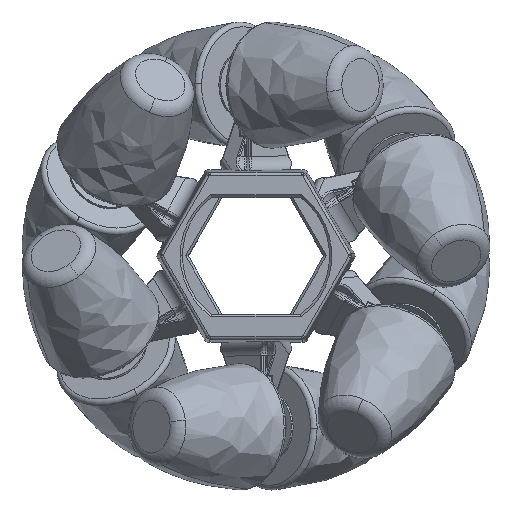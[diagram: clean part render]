
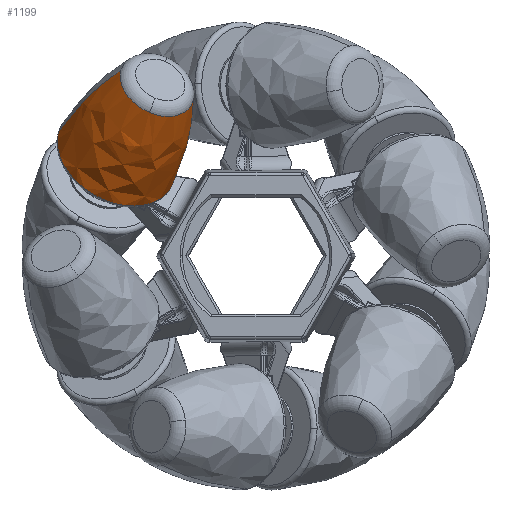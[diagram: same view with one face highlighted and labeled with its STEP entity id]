
A CAD part, top view. The second image highlights one B-rep face of the part: STEP entity #1199.
In plain terms, the highlighted free-form (B-spline) face has degree [3, 3] with [6, 4] control points.
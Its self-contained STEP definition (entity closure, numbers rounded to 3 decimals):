
#84 = EDGE_CURVE ( 'NONE', #17426, #3160, #2406, .T. ) ;
#137 = DIRECTION ( 'NONE',  ( 0.354, 0.612, 0.707 ) ) ;
#264 = DIRECTION ( 'NONE',  ( 0.354, 0.612, 0.707 ) ) ;
#522 = CARTESIAN_POINT ( 'NONE',  ( -18.245, 12.008, 16.744 ) ) ;
#651 = CARTESIAN_POINT ( 'NONE',  ( -11.486, -0.91, 10.801 ) ) ;
#798 = CARTESIAN_POINT ( 'NONE',  ( -21.167, 13.745, 2.95 ) ) ;
#1199 = ADVANCED_FACE ( 'NONE', ( #2246 ), #3830, .T. ) ;
#1402 = ORIENTED_EDGE ( 'NONE', *, *, #8986, .T. ) ;
#1756 = CIRCLE ( 'NONE', #13138, 6.83 ) ;
#2246 = FACE_OUTER_BOUND ( 'NONE', #27097, .T. ) ;
#2406 = CIRCLE ( 'NONE', #12404, 6.83 ) ;
#2898 = VERTEX_POINT ( 'NONE', #16419 ) ;
#3160 = VERTEX_POINT ( 'NONE', #4111 ) ;
#3209 = CARTESIAN_POINT ( 'NONE',  ( -14.605, 20.108, 11.133 ) ) ;
#3637 = CARTESIAN_POINT ( 'NONE',  ( -18.377, 17.19, 7.159 ) ) ;
#3830 =( BOUNDED_SURFACE ( )  B_SPLINE_SURFACE ( 3, 3, ( 
 ( #26329, #7195, #13620, #18116 ),
 ( #11918, #651, #26742, #798 ),
 ( #4897, #15874, #26471, #24466 ),
 ( #15596, #11618, #13769, #20361 ),
 ( #17982, #20216, #522, #26892 ),
 ( #7344, #22333, #22611, #3209 ) ),
 .UNSPECIFIED., .F., .F., .F. ) 
 B_SPLINE_SURFACE_WITH_KNOTS ( ( 4, 1, 1, 4 ),
 ( 4, 4 ),
 ( 0.154, 0.245, 0.491, 0.936 ),
 ( 0., 1. ),
 .UNSPECIFIED. ) 
 GEOMETRIC_REPRESENTATION_ITEM ( )  RATIONAL_B_SPLINE_SURFACE ( (
 ( 1., 0.333, 0.333, 1.),
 ( 1., 0.333, 0.333, 1.),
 ( 1., 0.333, 0.333, 1.),
 ( 1., 0.333, 0.333, 1.),
 ( 1., 0.333, 0.333, 1.),
 ( 1., 0.333, 0.333, 1.) ) ) 
 REPRESENTATION_ITEM ( '' )  SURFACE ( )  );
#4111 = CARTESIAN_POINT ( 'NONE',  ( -8.89, 8.141, 0.97 ) ) ;
#4420 = CARTESIAN_POINT ( 'NONE',  ( -6.816, 16.79, 10.111 ) ) ;
#4897 = CARTESIAN_POINT ( 'NONE',  ( -8.218, 9.621, 2.626 ) ) ;
#5957 = B_SPLINE_CURVE_WITH_KNOTS ( 'NONE', 3,
 ( #23048, #18697, #18824, #3637, #7776, #8039 ),
 .UNSPECIFIED., .F., .F.,
 ( 4, 1, 1, 4 ),
 ( 0.154, 0.245, 0.491, 0.936 ),
 .UNSPECIFIED. ) ;
#6357 = VERTEX_POINT ( 'NONE', #6547 ) ;
#6547 = CARTESIAN_POINT ( 'NONE',  ( -11.571, 15.514, 13.594 ) ) ;
#6589 = CARTESIAN_POINT ( 'NONE',  ( -10.71, 18.449, 10.622 ) ) ;
#7195 = CARTESIAN_POINT ( 'NONE',  ( -11.645, -1.259, 10.489 ) ) ;
#7344 = CARTESIAN_POINT ( 'NONE',  ( -6.816, 16.79, 10.111 ) ) ;
#7674 = CIRCLE ( 'NONE', #27147, 4.264 ) ;
#7776 = CARTESIAN_POINT ( 'NONE',  ( -16.183, 19.041, 9.622 ) ) ;
#8039 = CARTESIAN_POINT ( 'NONE',  ( -14.605, 20.108, 11.133 ) ) ;
#8607 = EDGE_CURVE ( 'NONE', #3160, #16839, #23278, .T. ) ;
#8986 = EDGE_CURVE ( 'NONE', #14504, #17426, #1756, .T. ) ;
#9011 = CARTESIAN_POINT ( 'NONE',  ( -6.849, 15.065, 8.398 ) ) ;
#9204 = CARTESIAN_POINT ( 'NONE',  ( -6.816, 16.79, 10.111 ) ) ;
#9530 = ORIENTED_EDGE ( 'NONE', *, *, #8607, .T. ) ;
#11030 = CARTESIAN_POINT ( 'NONE',  ( -8.741, 8.453, 1.32 ) ) ;
#11097 = CARTESIAN_POINT ( 'NONE',  ( -15.128, 10.798, 1.788 ) ) ;
#11510 = ORIENTED_EDGE ( 'NONE', *, *, #12829, .F. ) ;
#11618 = CARTESIAN_POINT ( 'NONE',  ( -9.698, 4.052, 14.197 ) ) ;
#11918 = CARTESIAN_POINT ( 'NONE',  ( -8.741, 8.453, 1.32 ) ) ;
#12142 = CARTESIAN_POINT ( 'NONE',  ( -10.71, 18.449, 10.622 ) ) ;
#12404 = AXIS2_PLACEMENT_3D ( 'NONE', #13232, #137, #22068 ) ;
#12829 = EDGE_CURVE ( 'NONE', #14504, #2898, #5957, .T. ) ;
#12898 = DIRECTION ( 'NONE',  ( -0.202, -0.688, 0.697 ) ) ;
#13138 = AXIS2_PLACEMENT_3D ( 'NONE', #11097, #264, #19419 ) ;
#13232 = CARTESIAN_POINT ( 'NONE',  ( -15.128, 10.798, 1.788 ) ) ;
#13409 = CIRCLE ( 'NONE', #27392, 4.264 ) ;
#13577 = CARTESIAN_POINT ( 'NONE',  ( -7.238, 12.445, 5.698 ) ) ;
#13620 = CARTESIAN_POINT ( 'NONE',  ( -24.122, 4.055, 12.125 ) ) ;
#13725 = CARTESIAN_POINT ( 'NONE',  ( -8.218, 9.621, 2.626 ) ) ;
#13769 = CARTESIAN_POINT ( 'NONE',  ( -20.837, 8.797, 15.658 ) ) ;
#14504 = VERTEX_POINT ( 'NONE', #17241 ) ;
#15208 = EDGE_CURVE ( 'NONE', #16839, #6357, #7674, .T. ) ;
#15596 = CARTESIAN_POINT ( 'NONE',  ( -7.238, 12.445, 5.698 ) ) ;
#15874 = CARTESIAN_POINT ( 'NONE',  ( -10.909, 0.442, 11.921 ) ) ;
#16419 = CARTESIAN_POINT ( 'NONE',  ( -14.605, 20.108, 11.133 ) ) ;
#16744 = ORIENTED_EDGE ( 'NONE', *, *, #19069, .T. ) ;
#16839 = VERTEX_POINT ( 'NONE', #9204 ) ;
#17241 = CARTESIAN_POINT ( 'NONE',  ( -21.366, 13.455, 2.606 ) ) ;
#17426 = VERTEX_POINT ( 'NONE', #25669 ) ;
#17982 = CARTESIAN_POINT ( 'NONE',  ( -6.849, 15.065, 8.398 ) ) ;
#18116 = CARTESIAN_POINT ( 'NONE',  ( -21.366, 13.455, 2.606 ) ) ;
#18207 = DIRECTION ( 'NONE',  ( -0.354, -0.612, -0.707 ) ) ;
#18697 = CARTESIAN_POINT ( 'NONE',  ( -21.167, 13.745, 2.95 ) ) ;
#18824 = CARTESIAN_POINT ( 'NONE',  ( -20.4, 14.81, 4.223 ) ) ;
#19069 = EDGE_CURVE ( 'NONE', #6357, #2898, #13409, .T. ) ;
#19419 = DIRECTION ( 'NONE',  ( -0.202, -0.688, 0.697 ) ) ;
#19487 = CARTESIAN_POINT ( 'NONE',  ( -8.89, 8.141, 0.97 ) ) ;
#20216 = CARTESIAN_POINT ( 'NONE',  ( -8.911, 8.032, 15.52 ) ) ;
#20361 = CARTESIAN_POINT ( 'NONE',  ( -18.377, 17.19, 7.159 ) ) ;
#21247 = ORIENTED_EDGE ( 'NONE', *, *, #84, .T. ) ;
#22068 = DIRECTION ( 'NONE',  ( -0.202, -0.688, 0.697 ) ) ;
#22333 = CARTESIAN_POINT ( 'NONE',  ( -8.536, 10.921, 16.055 ) ) ;
#22611 = CARTESIAN_POINT ( 'NONE',  ( -16.326, 14.239, 17.076 ) ) ;
#23048 = CARTESIAN_POINT ( 'NONE',  ( -21.366, 13.455, 2.606 ) ) ;
#23278 = B_SPLINE_CURVE_WITH_KNOTS ( 'NONE', 3,
 ( #19487, #11030, #13725, #13577, #9011, #4420 ),
 .UNSPECIFIED., .F., .F.,
 ( 4, 1, 1, 4 ),
 ( 0.154, 0.245, 0.491, 0.936 ),
 .UNSPECIFIED. ) ;
#24466 = CARTESIAN_POINT ( 'NONE',  ( -20.4, 14.81, 4.223 ) ) ;
#25016 = ORIENTED_EDGE ( 'NONE', *, *, #15208, .T. ) ;
#25669 = CARTESIAN_POINT ( 'NONE',  ( -16.506, 6.098, 6.547 ) ) ;
#26329 = CARTESIAN_POINT ( 'NONE',  ( -8.89, 8.141, 0.97 ) ) ;
#26471 = CARTESIAN_POINT ( 'NONE',  ( -23.091, 5.631, 13.518 ) ) ;
#26742 = CARTESIAN_POINT ( 'NONE',  ( -23.912, 4.383, 12.43 ) ) ;
#26892 = CARTESIAN_POINT ( 'NONE',  ( -16.183, 19.041, 9.622 ) ) ;
#27097 = EDGE_LOOP ( 'NONE', ( #21247, #9530, #25016, #16744, #11510, #1402 ) ) ;
#27114 = DIRECTION ( 'NONE',  ( -0.202, -0.688, 0.697 ) ) ;
#27147 = AXIS2_PLACEMENT_3D ( 'NONE', #6589, #27995, #12898 ) ;
#27392 = AXIS2_PLACEMENT_3D ( 'NONE', #12142, #18207, #27114 ) ;
#27995 = DIRECTION ( 'NONE',  ( -0.354, -0.612, -0.707 ) ) ;
